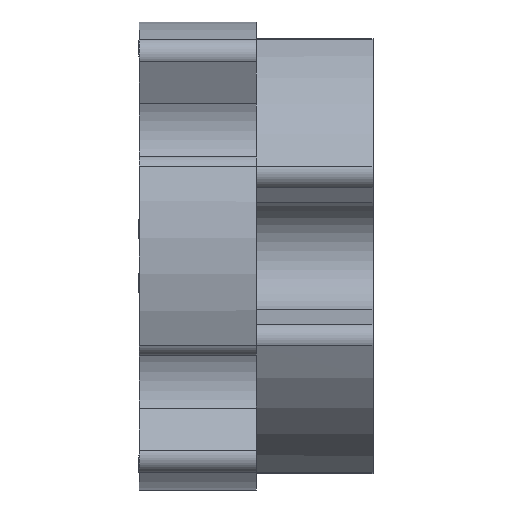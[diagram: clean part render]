
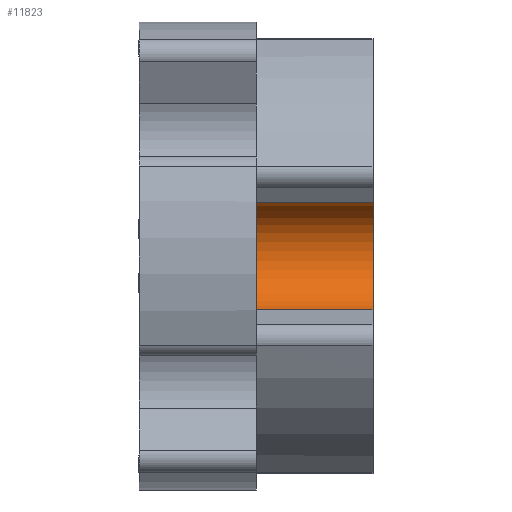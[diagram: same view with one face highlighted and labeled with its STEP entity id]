
A CAD part, left-side view. The second image highlights one B-rep face of the part: STEP entity #11823.
In plain terms, the highlighted cylindrical face has radius 3.06 mm (diameter 6.12 mm), a partial arc.
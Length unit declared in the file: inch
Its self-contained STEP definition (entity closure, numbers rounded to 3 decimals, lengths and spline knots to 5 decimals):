
#10 = EDGE_CURVE ( 'NONE', #10809, #14275, #8990, .T. ) ;
#928 = ORIENTED_EDGE ( 'NONE', *, *, #14494, .T. ) ;
#1004 = EDGE_CURVE ( 'NONE', #10809, #6325, #6028, .T. ) ;
#1102 = ORIENTED_EDGE ( 'NONE', *, *, #10643, .F. ) ;
#1889 = LINE ( 'NONE', #5371, #4428 ) ;
#3036 = DIRECTION ( 'NONE',  ( 0., -1., 0. ) ) ;
#3094 = DIRECTION ( 'NONE',  ( 0., 0., -1. ) ) ;
#3479 = CYLINDRICAL_SURFACE ( 'NONE', #9180, 0.12047 ) ;
#4428 = VECTOR ( 'NONE', #3036, 39.37008 ) ;
#5371 = CARTESIAN_POINT ( 'NONE',  ( -0.3473, 0.25, 0.11442 ) ) ;
#5427 = EDGE_LOOP ( 'NONE', ( #928, #1102, #9306, #9779 ) ) ;
#5514 = CARTESIAN_POINT ( 'NONE',  ( -0.3473, 0., -0.11442 ) ) ;
#5636 = DIRECTION ( 'NONE',  ( 0., -1., 0. ) ) ;
#5722 = CARTESIAN_POINT ( 'NONE',  ( -0.3473, 0.25, 0.11442 ) ) ;
#6028 = LINE ( 'NONE', #13589, #6945 ) ;
#6214 = FACE_OUTER_BOUND ( 'NONE', #5427, .T. ) ;
#6325 = VERTEX_POINT ( 'NONE', #5514 ) ;
#6615 = DIRECTION ( 'NONE',  ( 0., -1., 0. ) ) ;
#6895 = CARTESIAN_POINT ( 'NONE',  ( -0.385, 0., 0. ) ) ;
#6945 = VECTOR ( 'NONE', #6615, 39.37008 ) ;
#7384 = CARTESIAN_POINT ( 'NONE',  ( -0.3473, 0., 0.11442 ) ) ;
#7673 = DIRECTION ( 'NONE',  ( 0., -1., 0. ) ) ;
#8129 = CARTESIAN_POINT ( 'NONE',  ( -0.385, 0.25, 0. ) ) ;
#8444 = CIRCLE ( 'NONE', #14009, 0.12047 ) ;
#8990 = CIRCLE ( 'NONE', #10067, 0.12047 ) ;
#9180 = AXIS2_PLACEMENT_3D ( 'NONE', #14578, #7673, #3094 ) ;
#9306 = ORIENTED_EDGE ( 'NONE', *, *, #10, .F. ) ;
#9779 = ORIENTED_EDGE ( 'NONE', *, *, #1004, .T. ) ;
#10067 = AXIS2_PLACEMENT_3D ( 'NONE', #8129, #10484, #12906 ) ;
#10484 = DIRECTION ( 'NONE',  ( 0., -1., 0. ) ) ;
#10643 = EDGE_CURVE ( 'NONE', #14275, #12178, #1889, .T. ) ;
#10809 = VERTEX_POINT ( 'NONE', #11308 ) ;
#11308 = CARTESIAN_POINT ( 'NONE',  ( -0.3473, 0.25, -0.11442 ) ) ;
#11823 = ADVANCED_FACE ( 'NONE', ( #6214 ), #3479, .F. ) ;
#12178 = VERTEX_POINT ( 'NONE', #7384 ) ;
#12906 = DIRECTION ( 'NONE',  ( 1., 0., 0. ) ) ;
#13589 = CARTESIAN_POINT ( 'NONE',  ( -0.3473, 0.25, -0.11442 ) ) ;
#13770 = DIRECTION ( 'NONE',  ( 1., 0., 0. ) ) ;
#14009 = AXIS2_PLACEMENT_3D ( 'NONE', #6895, #5636, #13770 ) ;
#14275 = VERTEX_POINT ( 'NONE', #5722 ) ;
#14494 = EDGE_CURVE ( 'NONE', #6325, #12178, #8444, .T. ) ;
#14578 = CARTESIAN_POINT ( 'NONE',  ( -0.385, 0.25, 0. ) ) ;
